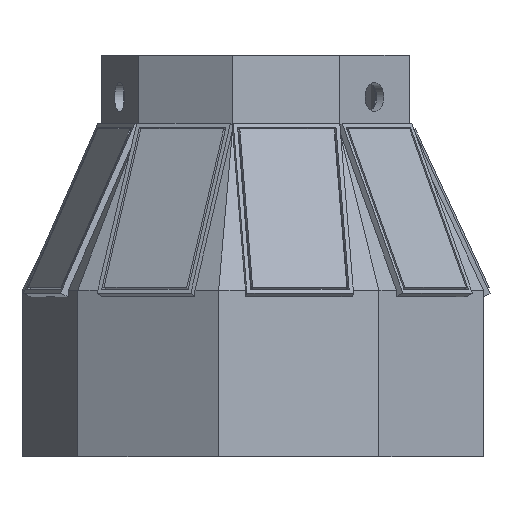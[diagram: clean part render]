
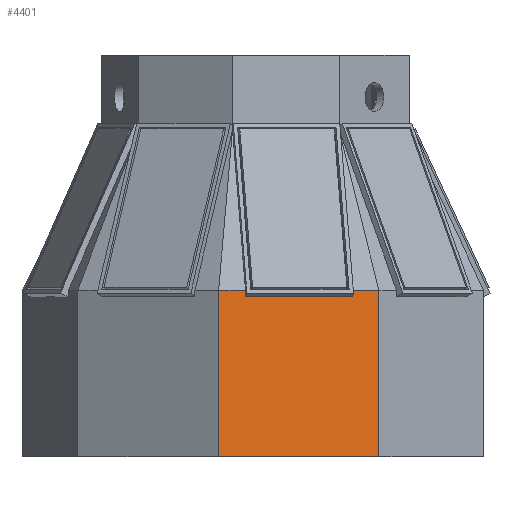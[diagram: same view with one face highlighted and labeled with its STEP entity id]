
A CAD part, left-side view. The second image highlights one B-rep face of the part: STEP entity #4401.
In plain terms, the highlighted planar face has unit normal (-0.985, -0.174, 0).
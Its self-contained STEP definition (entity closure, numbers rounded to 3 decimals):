
#414=FACE_OUTER_BOUND('',#674,.T.);
#674=EDGE_LOOP('',(#3588,#3589,#3590,#3591,#3592,#3593,#3594,#3595));
#1102=LINE('',#7092,#1597);
#1112=LINE('',#7130,#1607);
#1116=LINE('',#7138,#1611);
#1128=LINE('',#7168,#1623);
#1135=LINE('',#7203,#1630);
#1137=LINE('',#7221,#1632);
#1140=LINE('',#7242,#1635);
#1141=LINE('',#7243,#1636);
#1597=VECTOR('',#5358,10.);
#1607=VECTOR('',#5376,10.);
#1611=VECTOR('',#5382,10.);
#1623=VECTOR('',#5400,10.);
#1630=VECTOR('',#5413,10.);
#1632=VECTOR('',#5415,10.);
#1635=VECTOR('',#5420,10.);
#1636=VECTOR('',#5421,10.);
#2025=VERTEX_POINT('',#7051);
#2026=VERTEX_POINT('',#7090);
#2037=VERTEX_POINT('',#7122);
#2038=VERTEX_POINT('',#7129);
#2041=VERTEX_POINT('',#7137);
#2050=VERTEX_POINT('',#7167);
#2053=VERTEX_POINT('',#7202);
#2054=VERTEX_POINT('',#7241);
#2563=EDGE_CURVE('',#2025,#2026,#1102,.T.);
#2575=EDGE_CURVE('',#2038,#2037,#1112,.T.);
#2579=EDGE_CURVE('',#2041,#2038,#1116,.T.);
#2592=EDGE_CURVE('',#2050,#2041,#1128,.T.);
#2600=EDGE_CURVE('',#2050,#2053,#1135,.T.);
#2602=EDGE_CURVE('',#2025,#2037,#1137,.T.);
#2605=EDGE_CURVE('',#2054,#2026,#1140,.T.);
#2606=EDGE_CURVE('',#2053,#2054,#1141,.T.);
#3588=ORIENTED_EDGE('',*,*,#2575,.T.);
#3589=ORIENTED_EDGE('',*,*,#2602,.F.);
#3590=ORIENTED_EDGE('',*,*,#2563,.T.);
#3591=ORIENTED_EDGE('',*,*,#2605,.F.);
#3592=ORIENTED_EDGE('',*,*,#2606,.F.);
#3593=ORIENTED_EDGE('',*,*,#2600,.F.);
#3594=ORIENTED_EDGE('',*,*,#2592,.T.);
#3595=ORIENTED_EDGE('',*,*,#2579,.T.);
#4177=PLANE('',#4653);
#4401=ADVANCED_FACE('',(#414),#4177,.T.);
#4653=AXIS2_PLACEMENT_3D('',#7240,#5418,#5419);
#5358=DIRECTION('',(0.,0.,-1.));
#5376=DIRECTION('',(0.,0.,1.));
#5382=DIRECTION('',(-0.174,0.985,0.));
#5400=DIRECTION('',(0.,0.,-1.));
#5413=DIRECTION('',(0.174,-0.985,0.));
#5415=DIRECTION('',(0.174,-0.985,0.));
#5418=DIRECTION('center_axis',(-0.985,-0.174,0.));
#5419=DIRECTION('ref_axis',(-0.174,0.985,0.));
#5420=DIRECTION('',(-0.174,0.985,0.));
#5421=DIRECTION('',(0.,0.,-1.));
#7051=CARTESIAN_POINT('',(-56.319,9.934,138.9));
#7090=CARTESIAN_POINT('',(-56.319,9.934,98.9));
#7092=CARTESIAN_POINT('',(-56.319,9.934,138.9));
#7122=CARTESIAN_POINT('',(-55.18,3.471,138.9));
#7129=CARTESIAN_POINT('',(-55.18,3.471,137.267));
#7130=CARTESIAN_POINT('',(-55.18,3.471,138.55));
#7137=CARTESIAN_POINT('',(-50.667,-22.134,137.268));
#7138=CARTESIAN_POINT('',(-50.097,-25.363,137.268));
#7167=CARTESIAN_POINT('',(-50.667,-22.134,138.9));
#7168=CARTESIAN_POINT('',(-50.667,-22.134,158.942));
#7202=CARTESIAN_POINT('',(-49.528,-28.592,138.9));
#7203=CARTESIAN_POINT('',(-49.528,-28.592,138.9));
#7221=CARTESIAN_POINT('',(-49.528,-28.592,138.9));
#7240=CARTESIAN_POINT('Origin',(-49.528,-28.592,138.9));
#7241=CARTESIAN_POINT('',(-49.528,-28.592,98.9));
#7242=CARTESIAN_POINT('',(-49.528,-28.592,98.9));
#7243=CARTESIAN_POINT('',(-49.528,-28.592,138.9));
